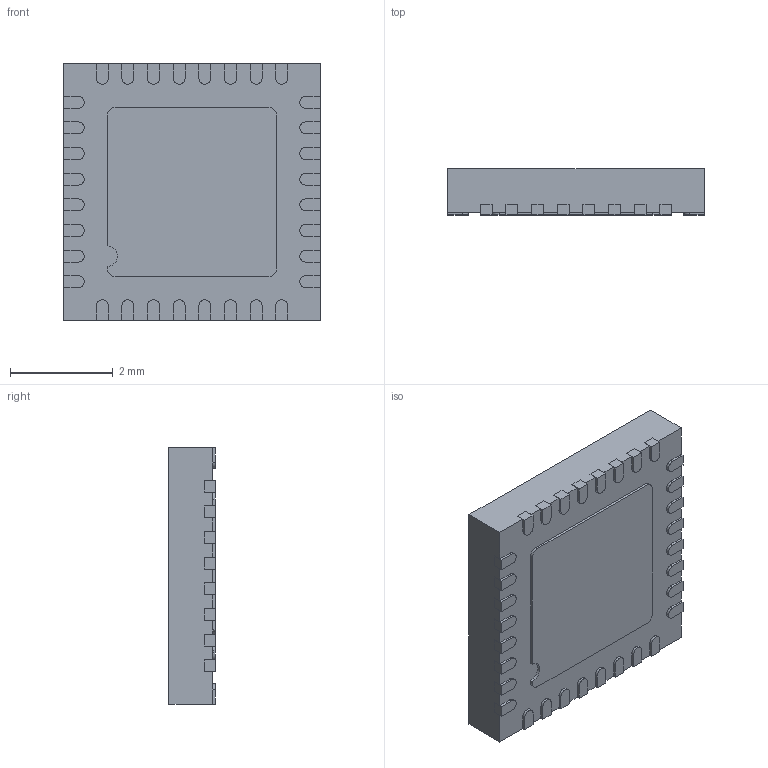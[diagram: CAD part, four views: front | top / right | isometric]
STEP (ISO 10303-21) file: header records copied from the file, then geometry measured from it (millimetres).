
FILE_DESCRIPTION (( 'STEP AP214' ), '1' );
FILE_NAME ('NRF905.STEP', '2024-01-03T20:12:21', ( '' ), ( '' ), 'SwSTEP 2.0', 'SolidWorks 2021', '' );
FILE_SCHEMA (( 'AUTOMOTIVE_DESIGN' ));
Length unit declared in the file: millimetre
Products named in the file (1): NRF905
Bounding box: 5 x 0.9 x 5 mm (x, y, z)
Volume: 21.9 mm3; surface area: 105.9 mm2
Topology: 35 solids, 35 shells, 361 faces, 870 edges, 580 vertices
Faces by surface type: plane 272, cylinder 89
Entity records: 10802 total; most frequent: CARTESIAN_POINT 1812, DIRECTION 1772, ORIENTED_EDGE 1740, EDGE_CURVE 870, LINE 692, VECTOR 692, VERTEX_POINT 580, AXIS2_PLACEMENT_3D 540
